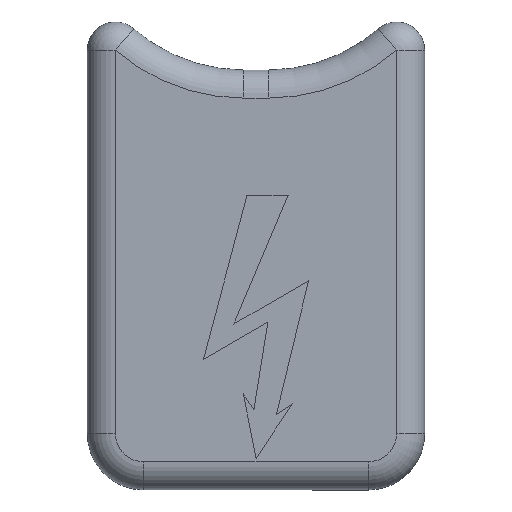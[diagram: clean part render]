
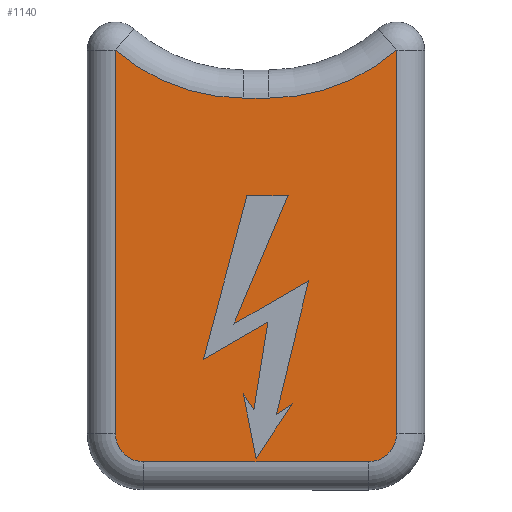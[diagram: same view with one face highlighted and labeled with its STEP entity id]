
A CAD part, top view. The second image highlights one B-rep face of the part: STEP entity #1140.
In plain terms, the highlighted planar face has unit normal (0, 0, 1).
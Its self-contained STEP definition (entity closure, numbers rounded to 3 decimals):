
#224=AXIS2_PLACEMENT_3D('Circle Axis2P3D',#222,#223,$) ;
#512=AXIS2_PLACEMENT_3D('Circle Axis2P3D',#510,#511,$) ;
#576=AXIS2_PLACEMENT_3D('Circle Axis2P3D',#574,#575,$) ;
#624=AXIS2_PLACEMENT_3D('Circle Axis2P3D',#622,#623,$) ;
#1038=AXIS2_PLACEMENT_3D('Plane Axis2P3D',#1035,#1036,#1037) ;
#219=CARTESIAN_POINT('Vertex',(8.25,1.5,8.4)) ;
#222=CARTESIAN_POINT('Axis2P3D Location',(7.5,1.5,8.4)) ;
#226=CARTESIAN_POINT('Vertex',(7.5,0.75,8.4)) ;
#270=CARTESIAN_POINT('Line Origine',(4.5,0.75,8.4)) ;
#274=CARTESIAN_POINT('Vertex',(1.5,0.75,8.4)) ;
#485=CARTESIAN_POINT('Vertex',(8.25,11.733,8.4)) ;
#488=CARTESIAN_POINT('Line Origine',(8.25,6.241,8.4)) ;
#510=CARTESIAN_POINT('Axis2P3D Location',(1.5,1.5,8.4)) ;
#514=CARTESIAN_POINT('Vertex',(0.75,1.5,8.4)) ;
#534=CARTESIAN_POINT('Line Origine',(0.75,6.241,8.4)) ;
#538=CARTESIAN_POINT('Vertex',(0.75,11.733,8.4)) ;
#574=CARTESIAN_POINT('Axis2P3D Location',(4.17,15.65,8.4)) ;
#578=CARTESIAN_POINT('Vertex',(4.17,10.45,8.4)) ;
#598=CARTESIAN_POINT('Line Origine',(4.5,10.45,8.4)) ;
#602=CARTESIAN_POINT('Vertex',(4.83,10.45,8.4)) ;
#622=CARTESIAN_POINT('Axis2P3D Location',(4.83,15.65,8.4)) ;
#1035=CARTESIAN_POINT('Axis2P3D Location',(44.5,8.6,8.4)) ;
#1050=CARTESIAN_POINT('Line Origine',(4.63,3.304,8.4)) ;
#1054=CARTESIAN_POINT('Vertex',(4.816,4.472,8.4)) ;
#1056=CARTESIAN_POINT('Vertex',(4.443,2.135,8.4)) ;
#1059=CARTESIAN_POINT('Line Origine',(3.957,3.976,8.4)) ;
#1063=CARTESIAN_POINT('Vertex',(3.098,3.48,8.4)) ;
#1066=CARTESIAN_POINT('Line Origine',(3.679,5.665,8.4)) ;
#1070=CARTESIAN_POINT('Vertex',(4.259,7.85,8.4)) ;
#1073=CARTESIAN_POINT('Line Origine',(4.807,7.85,8.4)) ;
#1077=CARTESIAN_POINT('Vertex',(5.354,7.85,8.4)) ;
#1080=CARTESIAN_POINT('Line Origine',(4.631,6.137,8.4)) ;
#1084=CARTESIAN_POINT('Vertex',(3.909,4.424,8.4)) ;
#1087=CARTESIAN_POINT('Line Origine',(4.905,4.999,8.4)) ;
#1091=CARTESIAN_POINT('Vertex',(5.902,5.575,8.4)) ;
#1094=CARTESIAN_POINT('Line Origine',(5.473,3.792,8.4)) ;
#1098=CARTESIAN_POINT('Vertex',(5.044,2.01,8.4)) ;
#1101=CARTESIAN_POINT('Line Origine',(5.259,2.154,8.4)) ;
#1105=CARTESIAN_POINT('Vertex',(5.475,2.298,8.4)) ;
#1108=CARTESIAN_POINT('Line Origine',(4.987,1.57,8.4)) ;
#1112=CARTESIAN_POINT('Vertex',(4.5,0.842,8.4)) ;
#1115=CARTESIAN_POINT('Line Origine',(4.33,1.701,8.4)) ;
#1119=CARTESIAN_POINT('Vertex',(4.16,2.56,8.4)) ;
#1122=CARTESIAN_POINT('Line Origine',(4.302,2.348,8.4)) ;
#223=DIRECTION('Axis2P3D Direction',(0.,0.,-1.)) ;
#271=DIRECTION('Vector Direction',(-1.,0.,0.)) ;
#489=DIRECTION('Vector Direction',(0.,1.,0.)) ;
#511=DIRECTION('Axis2P3D Direction',(0.,0.,-1.)) ;
#535=DIRECTION('Vector Direction',(0.,1.,0.)) ;
#575=DIRECTION('Axis2P3D Direction',(0.,0.,-1.)) ;
#599=DIRECTION('Vector Direction',(-1.,0.,0.)) ;
#623=DIRECTION('Axis2P3D Direction',(0.,0.,-1.)) ;
#1036=DIRECTION('Axis2P3D Direction',(0.,0.,-1.)) ;
#1037=DIRECTION('Axis2P3D XDirection',(0.,-1.,0.)) ;
#1051=DIRECTION('Vector Direction',(0.157,0.988,0.)) ;
#1060=DIRECTION('Vector Direction',(0.866,0.5,0.)) ;
#1067=DIRECTION('Vector Direction',(0.257,0.966,0.)) ;
#1074=DIRECTION('Vector Direction',(1.,0.,0.)) ;
#1081=DIRECTION('Vector Direction',(0.389,0.921,0.)) ;
#1088=DIRECTION('Vector Direction',(0.866,0.5,0.)) ;
#1095=DIRECTION('Vector Direction',(0.234,0.972,0.)) ;
#1102=DIRECTION('Vector Direction',(0.832,0.555,0.)) ;
#1109=DIRECTION('Vector Direction',(0.556,0.831,0.)) ;
#1116=DIRECTION('Vector Direction',(0.194,-0.981,0.)) ;
#1123=DIRECTION('Vector Direction',(0.555,-0.832,0.)) ;
#272=VECTOR('Line Direction',#271,1.) ;
#490=VECTOR('Line Direction',#489,1.) ;
#536=VECTOR('Line Direction',#535,1.) ;
#600=VECTOR('Line Direction',#599,1.) ;
#1052=VECTOR('Line Direction',#1051,1.) ;
#1061=VECTOR('Line Direction',#1060,1.) ;
#1068=VECTOR('Line Direction',#1067,1.) ;
#1075=VECTOR('Line Direction',#1074,1.) ;
#1082=VECTOR('Line Direction',#1081,1.) ;
#1089=VECTOR('Line Direction',#1088,1.) ;
#1096=VECTOR('Line Direction',#1095,1.) ;
#1103=VECTOR('Line Direction',#1102,1.) ;
#1110=VECTOR('Line Direction',#1109,1.) ;
#1117=VECTOR('Line Direction',#1116,1.) ;
#1124=VECTOR('Line Direction',#1123,1.) ;
#1041=ORIENTED_EDGE('',*,*,#228,.F.) ;
#1042=ORIENTED_EDGE('',*,*,#492,.F.) ;
#1043=ORIENTED_EDGE('',*,*,#626,.F.) ;
#1044=ORIENTED_EDGE('',*,*,#604,.F.) ;
#1045=ORIENTED_EDGE('',*,*,#580,.F.) ;
#1046=ORIENTED_EDGE('',*,*,#540,.F.) ;
#1047=ORIENTED_EDGE('',*,*,#516,.F.) ;
#1048=ORIENTED_EDGE('',*,*,#276,.F.) ;
#1128=ORIENTED_EDGE('',*,*,#1058,.F.) ;
#1129=ORIENTED_EDGE('',*,*,#1065,.F.) ;
#1130=ORIENTED_EDGE('',*,*,#1072,.F.) ;
#1131=ORIENTED_EDGE('',*,*,#1079,.F.) ;
#1132=ORIENTED_EDGE('',*,*,#1086,.F.) ;
#1133=ORIENTED_EDGE('',*,*,#1093,.F.) ;
#1134=ORIENTED_EDGE('',*,*,#1100,.F.) ;
#1135=ORIENTED_EDGE('',*,*,#1107,.F.) ;
#1136=ORIENTED_EDGE('',*,*,#1114,.F.) ;
#1137=ORIENTED_EDGE('',*,*,#1121,.F.) ;
#1138=ORIENTED_EDGE('',*,*,#1126,.F.) ;
#1139=FACE_BOUND('',#1127,.T.) ;
#1140=ADVANCED_FACE('K\X2\00F6\X0\rper.3',(#1049,#1139),#1039,.F.) ;
#225=CIRCLE('generated circle',#224,0.75) ;
#513=CIRCLE('generated circle',#512,0.75) ;
#577=CIRCLE('generated circle',#576,5.2) ;
#625=CIRCLE('generated circle',#624,5.2) ;
#228=EDGE_CURVE('',#220,#227,#225,.T.) ;
#276=EDGE_CURVE('',#227,#275,#273,.T.) ;
#492=EDGE_CURVE('',#486,#220,#491,.F.) ;
#516=EDGE_CURVE('',#275,#515,#513,.T.) ;
#540=EDGE_CURVE('',#515,#539,#537,.T.) ;
#580=EDGE_CURVE('',#539,#579,#577,.F.) ;
#604=EDGE_CURVE('',#579,#603,#601,.F.) ;
#626=EDGE_CURVE('',#603,#486,#625,.F.) ;
#1058=EDGE_CURVE('',#1055,#1057,#1053,.F.) ;
#1065=EDGE_CURVE('',#1064,#1055,#1062,.T.) ;
#1072=EDGE_CURVE('',#1071,#1064,#1069,.F.) ;
#1079=EDGE_CURVE('',#1078,#1071,#1076,.F.) ;
#1086=EDGE_CURVE('',#1085,#1078,#1083,.T.) ;
#1093=EDGE_CURVE('',#1092,#1085,#1090,.F.) ;
#1100=EDGE_CURVE('',#1099,#1092,#1097,.T.) ;
#1107=EDGE_CURVE('',#1106,#1099,#1104,.F.) ;
#1114=EDGE_CURVE('',#1113,#1106,#1111,.T.) ;
#1121=EDGE_CURVE('',#1120,#1113,#1118,.T.) ;
#1126=EDGE_CURVE('',#1057,#1120,#1125,.F.) ;
#1040=EDGE_LOOP('',(#1041,#1042,#1043,#1044,#1045,#1046,#1047,#1048)) ;
#1127=EDGE_LOOP('',(#1128,#1129,#1130,#1131,#1132,#1133,#1134,#1135,#1136,#1137,#1138)) ;
#1049=FACE_OUTER_BOUND('',#1040,.T.) ;
#273=LINE('Line',#270,#272) ;
#491=LINE('Line',#488,#490) ;
#537=LINE('Line',#534,#536) ;
#601=LINE('Line',#598,#600) ;
#1053=LINE('Line',#1050,#1052) ;
#1062=LINE('Line',#1059,#1061) ;
#1069=LINE('Line',#1066,#1068) ;
#1076=LINE('Line',#1073,#1075) ;
#1083=LINE('Line',#1080,#1082) ;
#1090=LINE('Line',#1087,#1089) ;
#1097=LINE('Line',#1094,#1096) ;
#1104=LINE('Line',#1101,#1103) ;
#1111=LINE('Line',#1108,#1110) ;
#1118=LINE('Line',#1115,#1117) ;
#1125=LINE('Line',#1122,#1124) ;
#1039=PLANE('',#1038) ;
#220=VERTEX_POINT('',#219) ;
#227=VERTEX_POINT('',#226) ;
#275=VERTEX_POINT('',#274) ;
#486=VERTEX_POINT('',#485) ;
#515=VERTEX_POINT('',#514) ;
#539=VERTEX_POINT('',#538) ;
#579=VERTEX_POINT('',#578) ;
#603=VERTEX_POINT('',#602) ;
#1055=VERTEX_POINT('',#1054) ;
#1057=VERTEX_POINT('',#1056) ;
#1064=VERTEX_POINT('',#1063) ;
#1071=VERTEX_POINT('',#1070) ;
#1078=VERTEX_POINT('',#1077) ;
#1085=VERTEX_POINT('',#1084) ;
#1092=VERTEX_POINT('',#1091) ;
#1099=VERTEX_POINT('',#1098) ;
#1106=VERTEX_POINT('',#1105) ;
#1113=VERTEX_POINT('',#1112) ;
#1120=VERTEX_POINT('',#1119) ;
